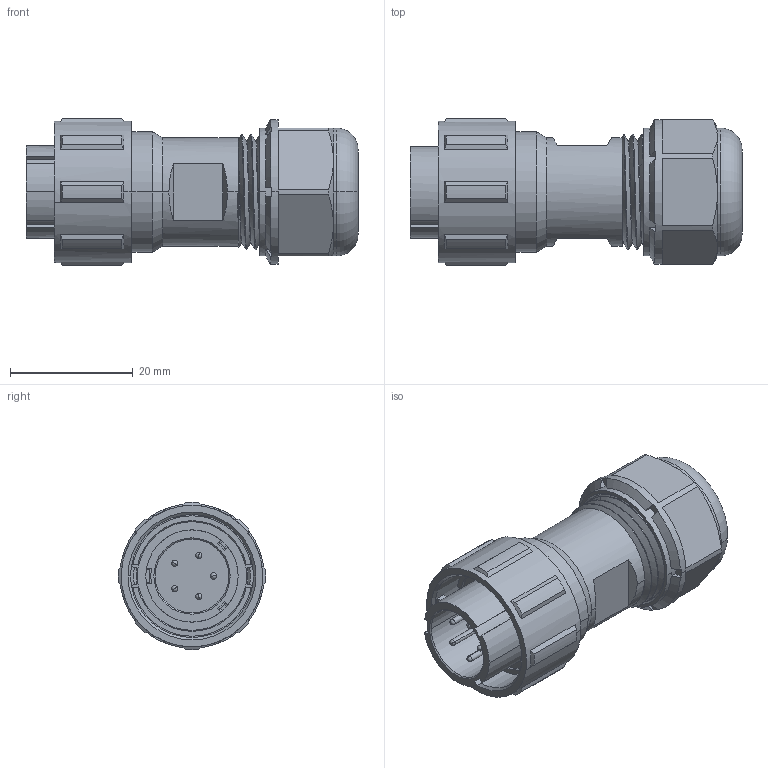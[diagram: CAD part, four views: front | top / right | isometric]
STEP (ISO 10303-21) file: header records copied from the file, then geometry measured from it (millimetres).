
FILE_DESCRIPTION((''),'2;1');
FILE_NAME('PRT0002','2016-03-21T',('Administrator'),(''),'PRO/ENGINEER BY PARAMETRIC TECHNOLOGY CORPORATION, 2015240','PRO/ENGINEER BY PARAMETRIC TECHNOLOGY CORPORATION, 2015240','');
FILE_SCHEMA(('CONFIG_CONTROL_DESIGN'));
Length unit declared in the file: millimetre
Products named in the file (1): PRT0002
Bounding box: 54 x 23.99 x 23.99 mm (x, y, z)
Volume: 13094.4 mm3; surface area: 10291.1 mm2
Topology: 1 solids, 1 shells, 463 faces, 1291 edges, 843 vertices
Faces by surface type: plane 201, cylinder 156, cone 68, bspline 24, sphere 10, torus 4
Entity records: 22729 total; most frequent: CARTESIAN_POINT 11142, ORIENTED_EDGE 2562, DIRECTION 2277, EDGE_CURVE 1281, AXIS2_PLACEMENT_3D 882, VERTEX_POINT 843, VECTOR 513, LINE 513
